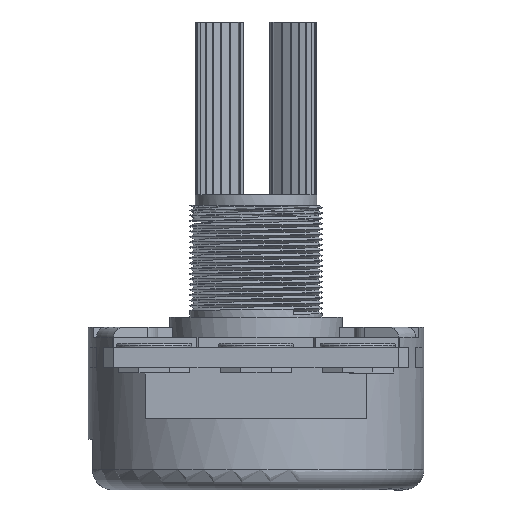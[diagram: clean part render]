
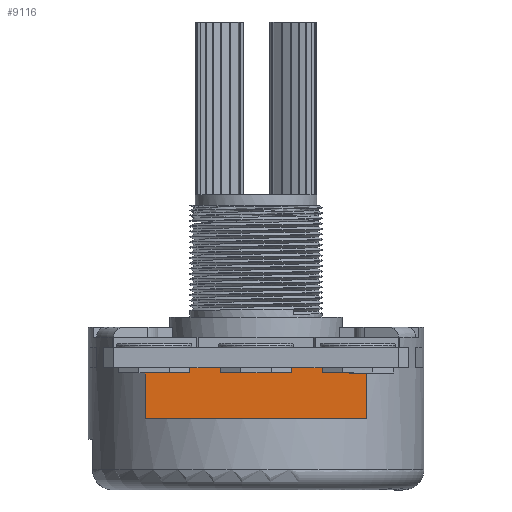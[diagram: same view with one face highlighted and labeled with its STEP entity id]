
A CAD part, front view. The second image highlights one B-rep face of the part: STEP entity #9116.
In plain terms, the highlighted planar face has unit normal (0, -1, 0).
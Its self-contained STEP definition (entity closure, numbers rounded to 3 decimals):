
#249 = LINE ( 'NONE', #6110, #6692 ) ;
#825 = VECTOR ( 'NONE', #12326, 1000. ) ;
#1628 = ORIENTED_EDGE ( 'NONE', *, *, #12741, .F. ) ;
#1687 = VERTEX_POINT ( 'NONE', #11379 ) ;
#2674 = ORIENTED_EDGE ( 'NONE', *, *, #5115, .F. ) ;
#2686 = CARTESIAN_POINT ( 'NONE',  ( 5.441, 6.248, -2.5 ) ) ;
#3094 = ORIENTED_EDGE ( 'NONE', *, *, #10193, .F. ) ;
#3761 = LINE ( 'NONE', #12521, #10778 ) ;
#4171 = DIRECTION ( 'NONE',  ( 1., 0., 0. ) ) ;
#5115 = EDGE_CURVE ( 'NONE', #1687, #5223, #10652, .T. ) ;
#5223 = VERTEX_POINT ( 'NONE', #11091 ) ;
#5560 = CARTESIAN_POINT ( 'NONE',  ( 5.441, 6.248, -6. ) ) ;
#5879 = DIRECTION ( 'NONE',  ( 0., 0., 1. ) ) ;
#6110 = CARTESIAN_POINT ( 'NONE',  ( 0., 6.248, 0. ) ) ;
#6141 = FACE_OUTER_BOUND ( 'NONE', #10888, .T. ) ;
#6200 = PLANE ( 'NONE',  #9806 ) ;
#6431 = VECTOR ( 'NONE', #5879, 1000. ) ;
#6692 = VECTOR ( 'NONE', #4171, 1000. ) ;
#7156 = DIRECTION ( 'NONE',  ( 0., 0., -1. ) ) ;
#8000 = DIRECTION ( 'NONE',  ( 0., 1., 0. ) ) ;
#8705 = DIRECTION ( 'NONE',  ( -1., 0., 0. ) ) ;
#8884 = CARTESIAN_POINT ( 'NONE',  ( -7.413, 6.248, -2.5 ) ) ;
#9116 = ADVANCED_FACE ( 'NONE', ( #6141 ), #6200, .F. ) ;
#9806 = AXIS2_PLACEMENT_3D ( 'NONE', #8884, #8000, #7156 ) ;
#9927 = ORIENTED_EDGE ( 'NONE', *, *, #11083, .F. ) ;
#10193 = EDGE_CURVE ( 'NONE', #12108, #1687, #3761, .T. ) ;
#10652 = LINE ( 'NONE', #10771, #6431 ) ;
#10771 = CARTESIAN_POINT ( 'NONE',  ( -5.441, 6.248, -6. ) ) ;
#10778 = VECTOR ( 'NONE', #8705, 1000. ) ;
#10888 = EDGE_LOOP ( 'NONE', ( #3094, #1628, #9927, #2674 ) ) ;
#11083 = EDGE_CURVE ( 'NONE', #5223, #11218, #249, .T. ) ;
#11091 = CARTESIAN_POINT ( 'NONE',  ( -5.441, 6.248, 0. ) ) ;
#11218 = VERTEX_POINT ( 'NONE', #12710 ) ;
#11302 = LINE ( 'NONE', #5560, #825 ) ;
#11379 = CARTESIAN_POINT ( 'NONE',  ( -5.441, 6.248, -2.5 ) ) ;
#12108 = VERTEX_POINT ( 'NONE', #2686 ) ;
#12326 = DIRECTION ( 'NONE',  ( 0., 0., -1. ) ) ;
#12521 = CARTESIAN_POINT ( 'NONE',  ( -7.413, 6.248, -2.5 ) ) ;
#12710 = CARTESIAN_POINT ( 'NONE',  ( 5.441, 6.248, 0. ) ) ;
#12741 = EDGE_CURVE ( 'NONE', #11218, #12108, #11302, .T. ) ;
